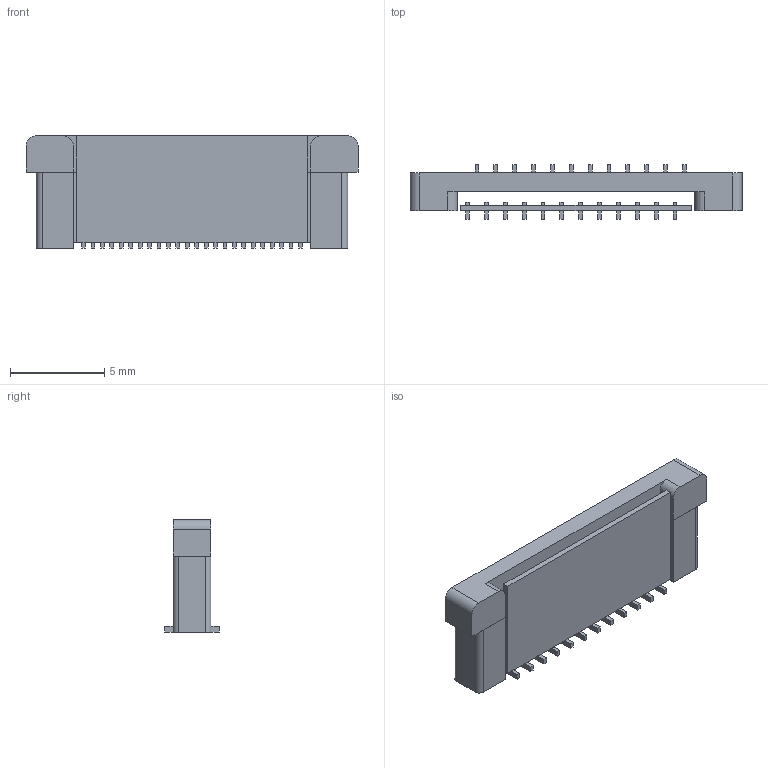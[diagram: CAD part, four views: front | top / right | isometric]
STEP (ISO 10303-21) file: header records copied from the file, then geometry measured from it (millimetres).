
FILE_DESCRIPTION(('FreeCAD Model'),'2;1');
FILE_NAME('Open CASCADE Shape Model','2025-01-03T22:31:28',(''),(''), 'Open CASCADE STEP processor 7.7','FreeCAD','Unknown');
FILE_SCHEMA(('AUTOMOTIVE_DESIGN { 1 0 10303 214 1 1 1 1 }'));
Length unit declared in the file: millimetre
Products named in the file (8): C11075; lever; body; head; feet; Array001; Body003; Array
Assembly tree (30 placements, depth 4):
  C11075
    lever
    body
    head
    feet
      Array001
        Body003  x12
      Array
        Body003  x12
Bounding box: 17.6 x 2.9 x 5.95 mm (x, y, z)
Volume: 143.2 mm3; surface area: 484.6 mm2
Topology: 27 solids, 27 shells, 180 faces, 380 edges, 254 vertices
Faces by surface type: plane 172, cylinder 8
Entity records: 2963 total; most frequent: CARTESIAN_POINT 479, DIRECTION 470, LINE 280, VECTOR 280, ORIENTED_EDGE 208, PCURVE 208, DEFINITIONAL_REPRESENTATION 208, EDGE_CURVE 104
